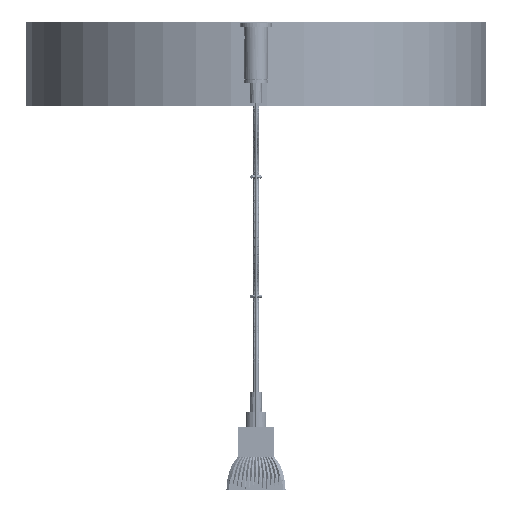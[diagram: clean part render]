
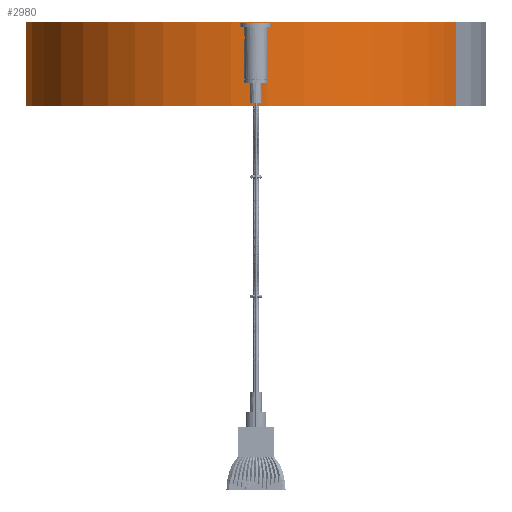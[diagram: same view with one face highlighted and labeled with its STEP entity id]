
A CAD part, front view. The second image highlights one B-rep face of the part: STEP entity #2980.
In plain terms, the highlighted cylindrical face has radius 117.925 mm (diameter 235.849 mm), a partial arc.
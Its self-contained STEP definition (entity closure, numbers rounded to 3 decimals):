
#2624=CYLINDRICAL_SURFACE('',#14977,117.925);
#2980=ADVANCED_FACE('',(#3885),#2624,.T.);
#3885=FACE_OUTER_BOUND('',#4791,.T.);
#4791=EDGE_LOOP('',(#5803,#5804,#5805,#5806));
#5803=ORIENTED_EDGE('',*,*,#10482,.T.);
#5804=ORIENTED_EDGE('',*,*,#10472,.F.);
#5805=ORIENTED_EDGE('',*,*,#10471,.F.);
#5806=ORIENTED_EDGE('',*,*,#10470,.T.);
#10470=EDGE_CURVE('',#13208,#13216,#12824,.T.);
#10471=EDGE_CURVE('',#13208,#13209,#12825,.T.);
#10472=EDGE_CURVE('',#13209,#13217,#12826,.T.);
#10482=EDGE_CURVE('',#13216,#13217,#12832,.T.);
#12824=(
BOUNDED_CURVE()
B_SPLINE_CURVE(2,(#16777,#16778,#16779,#16780,#16781),.UNSPECIFIED.,.F.,
 .F.)
B_SPLINE_CURVE_WITH_KNOTS((3,2,3),(0.,185.236,370.472),
 .UNSPECIFIED.)
CURVE()
GEOMETRIC_REPRESENTATION_ITEM()
RATIONAL_B_SPLINE_CURVE((1.,0.707,1.,0.707,1.))
REPRESENTATION_ITEM('')
);
#12825=(
BOUNDED_CURVE()
B_SPLINE_CURVE(1,(#16782,#16783),.UNSPECIFIED.,.F.,.F.)
B_SPLINE_CURVE_WITH_KNOTS((2,2),(0.,43.),.UNSPECIFIED.)
CURVE()
GEOMETRIC_REPRESENTATION_ITEM()
RATIONAL_B_SPLINE_CURVE((1.,1.))
REPRESENTATION_ITEM('')
);
#12826=(
BOUNDED_CURVE()
B_SPLINE_CURVE(2,(#16784,#16785,#16786,#16787,#16788),.UNSPECIFIED.,.F.,
 .F.)
B_SPLINE_CURVE_WITH_KNOTS((3,2,3),(0.,185.236,370.472),
 .UNSPECIFIED.)
CURVE()
GEOMETRIC_REPRESENTATION_ITEM()
RATIONAL_B_SPLINE_CURVE((1.,0.707,1.,0.707,1.))
REPRESENTATION_ITEM('')
);
#12832=(
BOUNDED_CURVE()
B_SPLINE_CURVE(1,(#16848,#16849),.UNSPECIFIED.,.F.,.F.)
B_SPLINE_CURVE_WITH_KNOTS((2,2),(0.,43.),.UNSPECIFIED.)
CURVE()
GEOMETRIC_REPRESENTATION_ITEM()
RATIONAL_B_SPLINE_CURVE((1.,1.))
REPRESENTATION_ITEM('')
);
#13208=VERTEX_POINT('',#16763);
#13209=VERTEX_POINT('',#16764);
#13216=VERTEX_POINT('',#16771);
#13217=VERTEX_POINT('',#16772);
#14977=AXIS2_PLACEMENT_3D('',#16654,#15325,$);
#15325=DIRECTION('',(0.,0.,1.));
#16654=CARTESIAN_POINT('',(0.,1048.,192.65));
#16763=CARTESIAN_POINT('',(-102.126,1106.962,171.15));
#16764=CARTESIAN_POINT('',(-102.126,1106.962,214.15));
#16771=CARTESIAN_POINT('',(102.126,989.038,171.15));
#16772=CARTESIAN_POINT('',(102.126,989.038,214.15));
#16777=CARTESIAN_POINT('',(-102.126,1106.962,171.15));
#16778=CARTESIAN_POINT('',(-161.088,1004.837,171.15));
#16779=CARTESIAN_POINT('',(-58.962,945.874,171.15));
#16780=CARTESIAN_POINT('',(43.163,886.912,171.15));
#16781=CARTESIAN_POINT('',(102.126,989.038,171.15));
#16782=CARTESIAN_POINT('',(-102.126,1106.962,171.15));
#16783=CARTESIAN_POINT('',(-102.126,1106.962,214.15));
#16784=CARTESIAN_POINT('',(-102.126,1106.962,214.15));
#16785=CARTESIAN_POINT('',(-161.088,1004.837,214.15));
#16786=CARTESIAN_POINT('',(-58.962,945.874,214.15));
#16787=CARTESIAN_POINT('',(43.163,886.912,214.15));
#16788=CARTESIAN_POINT('',(102.126,989.038,214.15));
#16848=CARTESIAN_POINT('',(102.126,989.038,171.15));
#16849=CARTESIAN_POINT('',(102.126,989.038,214.15));
